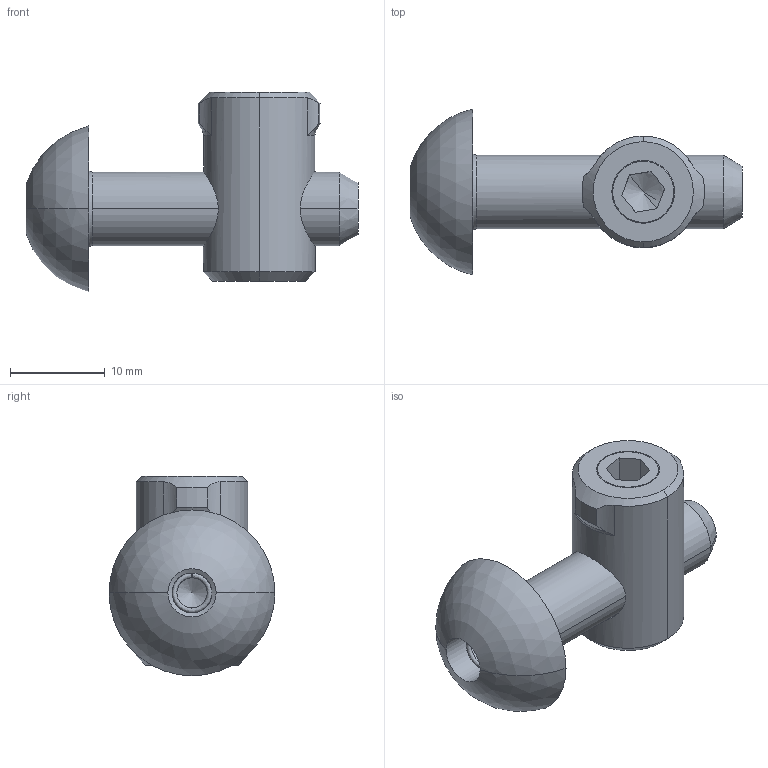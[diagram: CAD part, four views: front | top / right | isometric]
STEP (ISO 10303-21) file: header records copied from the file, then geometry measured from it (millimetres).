
FILE_DESCRIPTION((''),'2;1');
FILE_NAME('SV1001V.stp','2009-11-25T09:45:41',(''),(''),'Mechanical Desktop 2007','Mechanical Desktop 2007',', , ');
FILE_SCHEMA(('CONFIG_CONTROL_DESIGN'));
Length unit declared in the file: millimetre
Products named in the file (2): SV1001VA; SV1001V
Assembly tree (1 placements, depth 2):
  SV1001VA
    SV1001V
Bounding box: 35.13 x 17.55 x 21.13 mm (x, y, z)
Volume: 2494.5 mm3; surface area: 3061.3 mm2
Topology: 3 solids, 4 shells, 53 faces, 128 edges, 81 vertices
Faces by surface type: cone 17, plane 13, cylinder 12, bspline 9, sphere 2
Entity records: 3522 total; most frequent: CARTESIAN_POINT 2287, DIRECTION 231, ORIENTED_EDGE 224, EDGE_CURVE 114, AXIS2_PLACEMENT_3D 95, VERTEX_POINT 75, EDGE_LOOP 62, FACE_OUTER_BOUND 52
